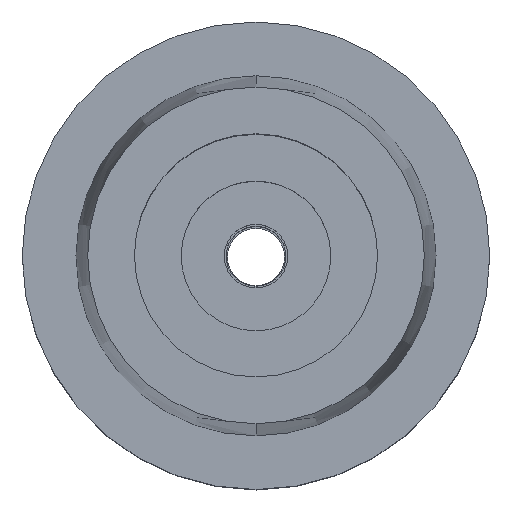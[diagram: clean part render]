
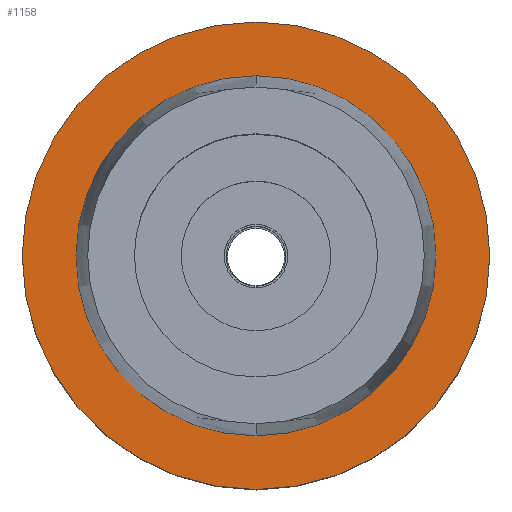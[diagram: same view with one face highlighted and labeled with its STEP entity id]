
A CAD part, top view. The second image highlights one B-rep face of the part: STEP entity #1158.
In plain terms, the highlighted planar face has unit normal (0, 0, 1).
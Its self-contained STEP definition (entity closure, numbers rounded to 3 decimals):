
#117 = AXIS2_PLACEMENT_3D ( 'NONE', #2330, #2149, #2363 ) ;
#137 = ORIENTED_EDGE ( 'NONE', *, *, #818, .F. ) ;
#161 = VERTEX_POINT ( 'NONE', #1185 ) ;
#215 = CARTESIAN_POINT ( 'NONE',  ( 0., 0., 0. ) ) ;
#307 = AXIS2_PLACEMENT_3D ( 'NONE', #646, #2309, #450 ) ;
#309 = VERTEX_POINT ( 'NONE', #544 ) ;
#319 = DIRECTION ( 'NONE',  ( 0., 1., 0. ) ) ;
#393 = DIRECTION ( 'NONE',  ( 0., -1., 0. ) ) ;
#450 = DIRECTION ( 'NONE',  ( 0., -1., 0. ) ) ;
#538 = CARTESIAN_POINT ( 'NONE',  ( 0., 0., 0. ) ) ;
#544 = CARTESIAN_POINT ( 'NONE',  ( 0., -25., 0. ) ) ;
#549 = EDGE_LOOP ( 'NONE', ( #1773, #2207 ) ) ;
#646 = CARTESIAN_POINT ( 'NONE',  ( 0., 0., 0. ) ) ;
#750 = ORIENTED_EDGE ( 'NONE', *, *, #2608, .F. ) ;
#775 = DIRECTION ( 'NONE',  ( 0., 0., -1. ) ) ;
#813 = AXIS2_PLACEMENT_3D ( 'NONE', #1179, #1789, #319 ) ;
#818 = EDGE_CURVE ( 'NONE', #1162, #161, #2281, .T. ) ;
#900 = AXIS2_PLACEMENT_3D ( 'NONE', #538, #775, #393 ) ;
#1158 = ADVANCED_FACE ( 'NONE', ( #2243, #2412 ), #2200, .F. ) ;
#1162 = VERTEX_POINT ( 'NONE', #1246 ) ;
#1175 = CARTESIAN_POINT ( 'NONE',  ( 0., 25., 0. ) ) ;
#1179 = CARTESIAN_POINT ( 'NONE',  ( 0., 0., 0. ) ) ;
#1185 = CARTESIAN_POINT ( 'NONE',  ( 0., -19.25, 0. ) ) ;
#1246 = CARTESIAN_POINT ( 'NONE',  ( 0., 19.25, 0. ) ) ;
#1333 = CIRCLE ( 'NONE', #307, 19.25 ) ;
#1501 = DIRECTION ( 'NONE',  ( 0., 0., -1. ) ) ;
#1524 = CIRCLE ( 'NONE', #117, 25. ) ;
#1589 = CIRCLE ( 'NONE', #2619, 25. ) ;
#1773 = ORIENTED_EDGE ( 'NONE', *, *, #2490, .F. ) ;
#1789 = DIRECTION ( 'NONE',  ( 0., 0., 1. ) ) ;
#1826 = EDGE_LOOP ( 'NONE', ( #137, #750 ) ) ;
#2072 = DIRECTION ( 'NONE',  ( 0., 1., 0. ) ) ;
#2149 = DIRECTION ( 'NONE',  ( 0., 0., -1. ) ) ;
#2177 = EDGE_CURVE ( 'NONE', #309, #2389, #1524, .T. ) ;
#2200 = PLANE ( 'NONE',  #900 ) ;
#2207 = ORIENTED_EDGE ( 'NONE', *, *, #2177, .F. ) ;
#2243 = FACE_OUTER_BOUND ( 'NONE', #549, .T. ) ;
#2281 = CIRCLE ( 'NONE', #813, 19.25 ) ;
#2309 = DIRECTION ( 'NONE',  ( 0., 0., 1. ) ) ;
#2330 = CARTESIAN_POINT ( 'NONE',  ( 0., 0., 0. ) ) ;
#2363 = DIRECTION ( 'NONE',  ( 0., -1., 0. ) ) ;
#2389 = VERTEX_POINT ( 'NONE', #1175 ) ;
#2412 = FACE_BOUND ( 'NONE', #1826, .T. ) ;
#2490 = EDGE_CURVE ( 'NONE', #2389, #309, #1589, .T. ) ;
#2608 = EDGE_CURVE ( 'NONE', #161, #1162, #1333, .T. ) ;
#2619 = AXIS2_PLACEMENT_3D ( 'NONE', #215, #1501, #2072 ) ;
